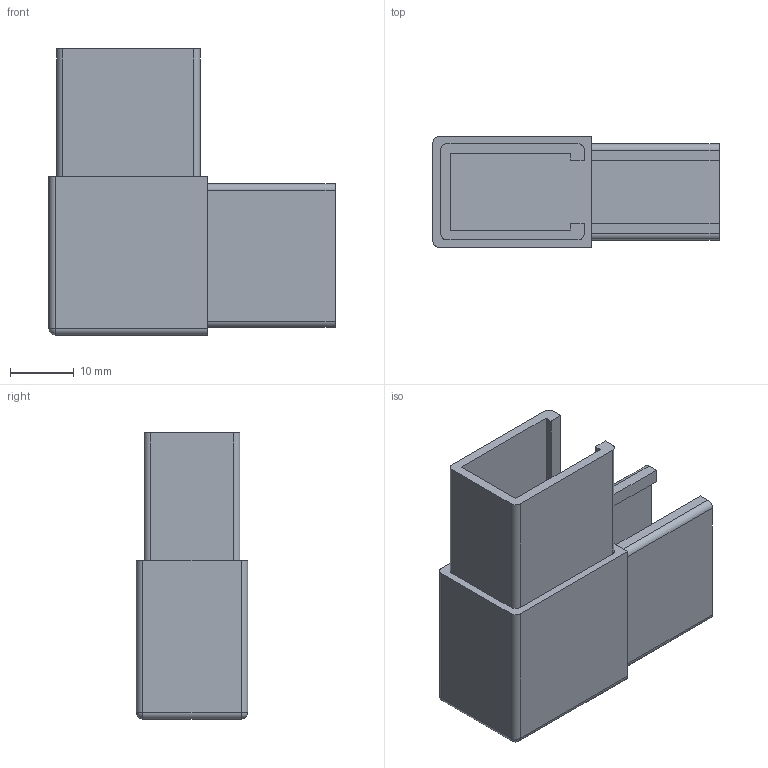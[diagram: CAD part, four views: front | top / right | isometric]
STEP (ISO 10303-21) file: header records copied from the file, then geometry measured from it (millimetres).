
FILE_DESCRIPTION (( 'STEP AP203' ), '1' );
FILE_NAME ('3D_GN6574_25 x17.5_188735214.STEP', '2024-10-22T15:04:38', ( '' ), ( '' ), 'SwSTEP 2.0', 'SolidWorks 2023', '' );
FILE_SCHEMA (( 'CONFIG_CONTROL_DESIGN' ));
Length unit declared in the file: millimetre
Products named in the file (1): 3D_GN6574_25 x17.5_188735214
Bounding box: 45 x 17.5 x 45 mm (x, y, z)
Volume: 14509.9 mm3; surface area: 7759.8 mm2
Topology: 1 solids, 1 shells, 47 faces, 125 edges, 80 vertices
Faces by surface type: plane 32, cylinder 13, sphere 2
Entity records: 1512 total; most frequent: CARTESIAN_POINT 251, ORIENTED_EDGE 246, DIRECTION 245, EDGE_CURVE 123, LINE 97, VECTOR 97, VERTEX_POINT 80, AXIS2_PLACEMENT_3D 74
